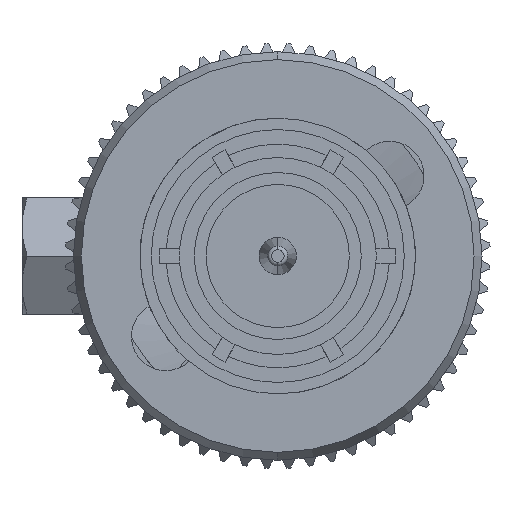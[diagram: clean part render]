
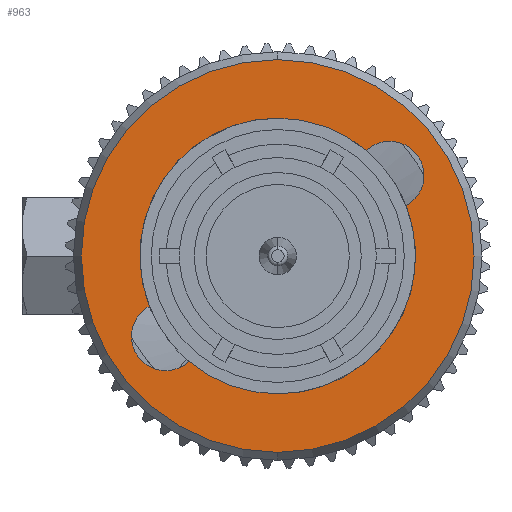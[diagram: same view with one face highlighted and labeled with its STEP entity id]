
A CAD part, front view. The second image highlights one B-rep face of the part: STEP entity #963.
In plain terms, the highlighted face is planar.
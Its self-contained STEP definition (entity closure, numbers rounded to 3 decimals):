
#301 = AXIS2_PLACEMENT_3D ( 'NONE', #8451, #9901, #11190 ) ;
#438 = CARTESIAN_POINT ( 'NONE',  ( 8.604, 3.023, -3.596 ) ) ;
#460 = DIRECTION ( 'NONE',  ( -1., 0., 0. ) ) ;
#587 = DIRECTION ( 'NONE',  ( 0., 0., 1. ) ) ;
#963 = ADVANCED_FACE ( 'NONE', ( #3790, #5552 ), #12449, .F. ) ;
#1084 = ORIENTED_EDGE ( 'NONE', *, *, #12059, .F. ) ;
#1686 = CARTESIAN_POINT ( 'NONE',  ( 8.604, 0., 0. ) ) ;
#1821 = DIRECTION ( 'NONE',  ( 0., 0., -1. ) ) ;
#2322 = EDGE_CURVE ( 'NONE', #10907, #8442, #7073, .T. ) ;
#2549 = CARTESIAN_POINT ( 'NONE',  ( 8.604, -3.817, 3.907 ) ) ;
#2699 = CARTESIAN_POINT ( 'NONE',  ( 8.604, 0., 0. ) ) ;
#2718 = CARTESIAN_POINT ( 'NONE',  ( 8.604, -3.817, 2.739 ) ) ;
#3068 = CARTESIAN_POINT ( 'NONE',  ( 8.604, 0., 0. ) ) ;
#3161 = CARTESIAN_POINT ( 'NONE',  ( 8.604, 0., 0. ) ) ;
#3176 = DIRECTION ( 'NONE',  ( -1., 0., 0. ) ) ;
#3276 = CARTESIAN_POINT ( 'NONE',  ( 8.604, 3.817, -2.739 ) ) ;
#3694 = CIRCLE ( 'NONE', #11554, 4.698 ) ;
#3790 = FACE_OUTER_BOUND ( 'NONE', #7258, .T. ) ;
#3871 = EDGE_CURVE ( 'NONE', #13299, #4986, #13511, .T. ) ;
#4045 = CARTESIAN_POINT ( 'NONE',  ( 8.604, -3.023, 3.596 ) ) ;
#4221 = CIRCLE ( 'NONE', #15007, 1.168 ) ;
#4436 = DIRECTION ( 'NONE',  ( -1., 0., 0. ) ) ;
#4533 = AXIS2_PLACEMENT_3D ( 'NONE', #9889, #4436, #17027 ) ;
#4837 = DIRECTION ( 'NONE',  ( 0., 0., -1. ) ) ;
#4892 = VERTEX_POINT ( 'NONE', #12087 ) ;
#4986 = VERTEX_POINT ( 'NONE', #2549 ) ;
#5416 = DIRECTION ( 'NONE',  ( 0., 0., -1. ) ) ;
#5482 = AXIS2_PLACEMENT_3D ( 'NONE', #9050, #13153, #4837 ) ;
#5552 = FACE_BOUND ( 'NONE', #8012, .T. ) ;
#5619 = ORIENTED_EDGE ( 'NONE', *, *, #16419, .T. ) ;
#5875 = CARTESIAN_POINT ( 'NONE',  ( 8.604, 0., -4.698 ) ) ;
#5995 = AXIS2_PLACEMENT_3D ( 'NONE', #14160, #3176, #12928 ) ;
#5998 = CARTESIAN_POINT ( 'NONE',  ( 8.604, -4.374, 1.712 ) ) ;
#7073 = CIRCLE ( 'NONE', #14249, 6.69 ) ;
#7235 = ORIENTED_EDGE ( 'NONE', *, *, #2322, .T. ) ;
#7258 = EDGE_LOOP ( 'NONE', ( #5619, #7235 ) ) ;
#7372 = DIRECTION ( 'NONE',  ( 0., 0., 1. ) ) ;
#7665 = CIRCLE ( 'NONE', #10256, 1.168 ) ;
#7704 = DIRECTION ( 'NONE',  ( -1., 0., 0. ) ) ;
#7941 = VERTEX_POINT ( 'NONE', #5875 ) ;
#8012 = EDGE_LOOP ( 'NONE', ( #9684, #11637, #10242, #16415, #13315, #8611, #1084 ) ) ;
#8363 = VERTEX_POINT ( 'NONE', #9400 ) ;
#8383 = EDGE_CURVE ( 'NONE', #4986, #12264, #4221, .T. ) ;
#8442 = VERTEX_POINT ( 'NONE', #12553 ) ;
#8451 = CARTESIAN_POINT ( 'NONE',  ( 8.604, 0., -6.69 ) ) ;
#8611 = ORIENTED_EDGE ( 'NONE', *, *, #10197, .F. ) ;
#9050 = CARTESIAN_POINT ( 'NONE',  ( 8.604, 0., 0. ) ) ;
#9400 = CARTESIAN_POINT ( 'NONE',  ( 8.604, 0., 4.698 ) ) ;
#9684 = ORIENTED_EDGE ( 'NONE', *, *, #18008, .F. ) ;
#9767 = DIRECTION ( 'NONE',  ( 0., 0., -1. ) ) ;
#9784 = CIRCLE ( 'NONE', #4533, 4.698 ) ;
#9889 = CARTESIAN_POINT ( 'NONE',  ( 8.604, 0., 0. ) ) ;
#9901 = DIRECTION ( 'NONE',  ( 1., 0., 0. ) ) ;
#10197 = EDGE_CURVE ( 'NONE', #4892, #18214, #7665, .T. ) ;
#10242 = ORIENTED_EDGE ( 'NONE', *, *, #3871, .F. ) ;
#10256 = AXIS2_PLACEMENT_3D ( 'NONE', #3276, #15686, #15623 ) ;
#10278 = EDGE_CURVE ( 'NONE', #18214, #7941, #13277, .T. ) ;
#10907 = VERTEX_POINT ( 'NONE', #16651 ) ;
#10927 = DIRECTION ( 'NONE',  ( -1., 0., 0. ) ) ;
#11190 = DIRECTION ( 'NONE',  ( 0., 0., -1. ) ) ;
#11554 = AXIS2_PLACEMENT_3D ( 'NONE', #2699, #10927, #5416 ) ;
#11557 = CIRCLE ( 'NONE', #17747, 4.698 ) ;
#11583 = DIRECTION ( 'NONE',  ( -1., 0., 0. ) ) ;
#11637 = ORIENTED_EDGE ( 'NONE', *, *, #8383, .F. ) ;
#11928 = CIRCLE ( 'NONE', #14939, 6.69 ) ;
#12059 = EDGE_CURVE ( 'NONE', #8363, #4892, #11557, .T. ) ;
#12087 = CARTESIAN_POINT ( 'NONE',  ( 8.604, 4.374, -1.712 ) ) ;
#12264 = VERTEX_POINT ( 'NONE', #4045 ) ;
#12449 = PLANE ( 'NONE',  #301 ) ;
#12488 = DIRECTION ( 'NONE',  ( -1., 0., 0. ) ) ;
#12553 = CARTESIAN_POINT ( 'NONE',  ( 8.604, 0., -6.69 ) ) ;
#12928 = DIRECTION ( 'NONE',  ( 0., 0., -1. ) ) ;
#13153 = DIRECTION ( 'NONE',  ( -1., 0., 0. ) ) ;
#13277 = CIRCLE ( 'NONE', #5482, 4.698 ) ;
#13299 = VERTEX_POINT ( 'NONE', #5998 ) ;
#13315 = ORIENTED_EDGE ( 'NONE', *, *, #10278, .F. ) ;
#13511 = CIRCLE ( 'NONE', #5995, 1.168 ) ;
#14160 = CARTESIAN_POINT ( 'NONE',  ( 8.604, -3.817, 2.739 ) ) ;
#14249 = AXIS2_PLACEMENT_3D ( 'NONE', #3161, #11583, #7372 ) ;
#14612 = EDGE_CURVE ( 'NONE', #7941, #13299, #9784, .T. ) ;
#14939 = AXIS2_PLACEMENT_3D ( 'NONE', #1686, #7704, #587 ) ;
#15007 = AXIS2_PLACEMENT_3D ( 'NONE', #2718, #12488, #9767 ) ;
#15623 = DIRECTION ( 'NONE',  ( 0., 0., 1. ) ) ;
#15686 = DIRECTION ( 'NONE',  ( -1., 0., 0. ) ) ;
#16415 = ORIENTED_EDGE ( 'NONE', *, *, #14612, .F. ) ;
#16419 = EDGE_CURVE ( 'NONE', #8442, #10907, #11928, .T. ) ;
#16651 = CARTESIAN_POINT ( 'NONE',  ( 8.604, 0., 6.69 ) ) ;
#17027 = DIRECTION ( 'NONE',  ( 0., 0., -1. ) ) ;
#17747 = AXIS2_PLACEMENT_3D ( 'NONE', #3068, #460, #1821 ) ;
#18008 = EDGE_CURVE ( 'NONE', #12264, #8363, #3694, .T. ) ;
#18214 = VERTEX_POINT ( 'NONE', #438 ) ;
